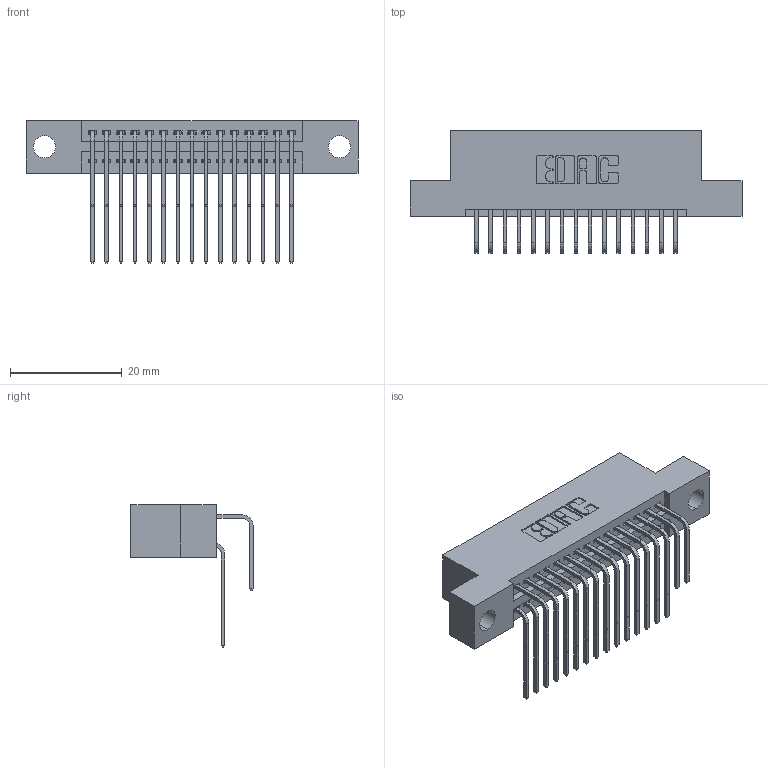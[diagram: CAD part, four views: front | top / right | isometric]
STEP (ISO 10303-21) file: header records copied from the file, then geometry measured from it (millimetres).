
FILE_DESCRIPTION (( 'STEP AP203' ), '1' );
FILE_NAME ('395-030-558-204.STEP', '2018-11-11T08:23:47', ( '' ), ( '' ), 'SwSTEP 2.0', 'SolidWorks 2016', '' );
FILE_SCHEMA (( 'CONFIG_CONTROL_DESIGN' ));
Length unit declared in the file: inch
Products named in the file (4): 395-030-558-204; 345 Part_Flush Mounting Lugs - 0.156 Dia-TH; 345-292-001_558 559 Tail - 1; 345-292-001_558 Tail - 2
Assembly tree (31 placements, depth 2):
  395-030-558-204
    345 Part_Flush Mounting Lugs - 0.156 Dia-TH
    345-292-001_558 559 Tail - 1  x15
    345-292-001_558 Tail - 2  x15
Bounding box: 59.31 x 21.83 x 25.53 mm (x, y, z)
Volume: 5595.9 mm3; surface area: 8377.7 mm2
Topology: 31 solids, 31 shells, 1686 faces, 4991 edges, 3286 vertices
Faces by surface type: plane 1130, cylinder 556
Entity records: 17059 total; most frequent: CARTESIAN_POINT 2931, ORIENTED_EDGE 2814, DIRECTION 2591, EDGE_CURVE 1407, LINE 1175, VECTOR 1175, VERTEX_POINT 934, AXIS2_PLACEMENT_3D 708
